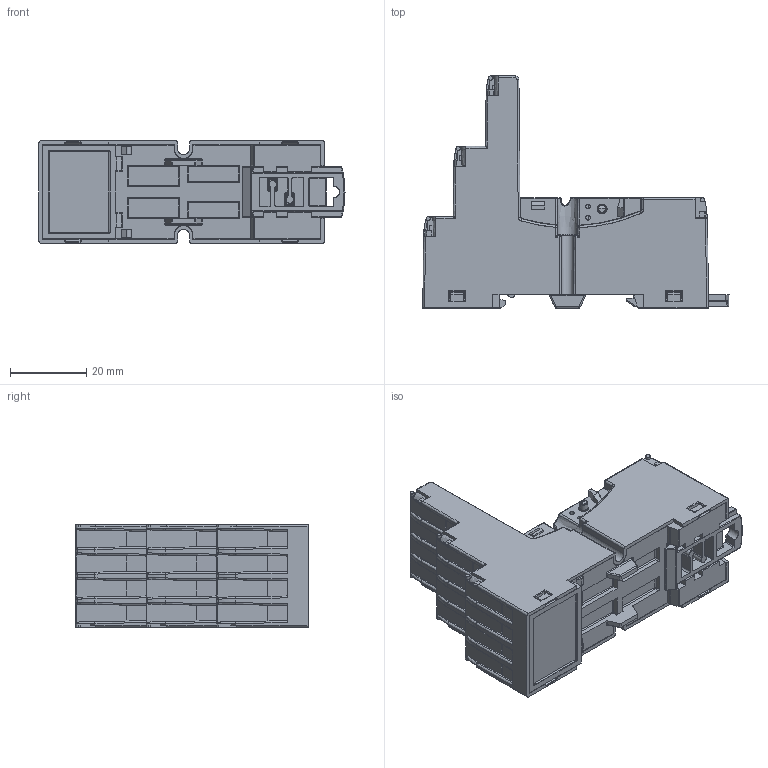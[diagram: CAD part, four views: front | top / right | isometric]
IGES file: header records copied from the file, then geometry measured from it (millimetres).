
Start section: SolidWorks IGES file using analytic representation for surfaces
Global section: file name: GZM2.IGS; native system: SolidWorks 2016; preprocessor: SolidWorks 2016; author: pikusl; date: 160530.102703; units: millimetre
Bounding box: 80.47 x 61 x 26.9 mm (x, y, z)
Surface area: 23287 mm2 (no closed solid volume)
Topology: 0 solids, 0 shells, 2764 faces, 19695 edges, 19639 vertices
Faces by surface type: bspline 1850, revolution 914
